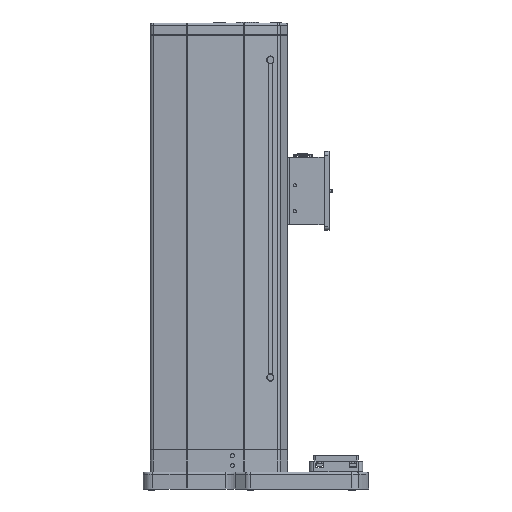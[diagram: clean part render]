
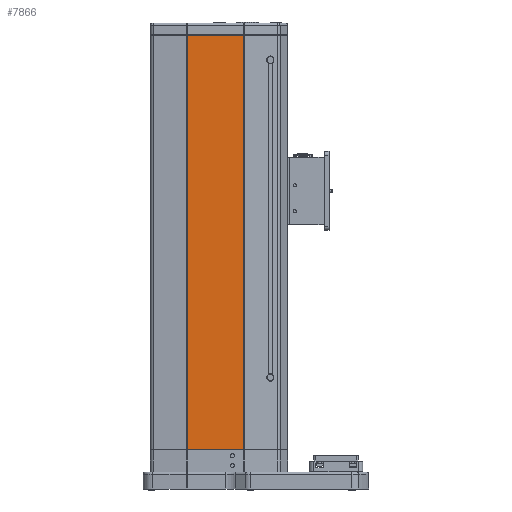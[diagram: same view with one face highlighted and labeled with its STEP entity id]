
A CAD part, left-side view. The second image highlights one B-rep face of the part: STEP entity #7866.
In plain terms, the highlighted planar face has unit normal (-1, 0, 0).
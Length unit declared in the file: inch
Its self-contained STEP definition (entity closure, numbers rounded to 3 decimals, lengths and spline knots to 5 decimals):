
#7443=CARTESIAN_POINT('',(48.79979,66.04128,-36.27939));
#7444=VERTEX_POINT('',#7443);
#7452=CARTESIAN_POINT('',(48.79979,69.53992,-36.27939));
#7453=VERTEX_POINT('',#7452);
#7454=CARTESIAN_POINT('',(48.79979,66.04128,-36.27939));
#7455=DIRECTION('',(0.0,1.0,0.0));
#7456=VECTOR('',#7455,3.49864);
#7457=LINE('',#7454,#7456);
#7458=EDGE_CURVE('',#7444,#7453,#7457,.T.);
#7632=CARTESIAN_POINT('',(48.79979,66.04128,-10.63939));
#7633=VERTEX_POINT('',#7632);
#7641=CARTESIAN_POINT('',(48.79979,66.04128,-36.27939));
#7642=DIRECTION('',(0.0,0.0,1.0));
#7643=VECTOR('',#7642,25.64);
#7644=LINE('',#7641,#7643);
#7645=EDGE_CURVE('',#7444,#7633,#7644,.T.);
#7657=CARTESIAN_POINT('',(48.79979,69.53992,-10.63939));
#7658=VERTEX_POINT('',#7657);
#7675=CARTESIAN_POINT('',(48.79979,69.53992,-36.27939));
#7676=DIRECTION('',(0.0,0.0,1.0));
#7677=VECTOR('',#7676,25.64);
#7678=LINE('',#7675,#7677);
#7679=EDGE_CURVE('',#7453,#7658,#7678,.T.);
#7748=CARTESIAN_POINT('',(48.79979,66.04128,-10.63939));
#7749=DIRECTION('',(0.0,1.0,0.0));
#7750=VECTOR('',#7749,3.49864);
#7751=LINE('',#7748,#7750);
#7752=EDGE_CURVE('',#7633,#7658,#7751,.T.);
#7855=CARTESIAN_POINT('',(48.79979,66.7406,-10.97639));
#7856=DIRECTION('',(-1.0,0.0,0.0));
#7857=DIRECTION('',(0.0,1.0,0.0));
#7858=AXIS2_PLACEMENT_3D('',#7855,#7856,#7857);
#7859=PLANE('',#7858);
#7860=ORIENTED_EDGE('',*,*,#7752,.T.);
#7861=ORIENTED_EDGE('',*,*,#7679,.F.);
#7862=ORIENTED_EDGE('',*,*,#7458,.F.);
#7863=ORIENTED_EDGE('',*,*,#7645,.T.);
#7864=EDGE_LOOP('',(#7860,#7861,#7862,#7863));
#7865=FACE_OUTER_BOUND('',#7864,.T.);
#7866=ADVANCED_FACE('',(#7865),#7859,.T.);
